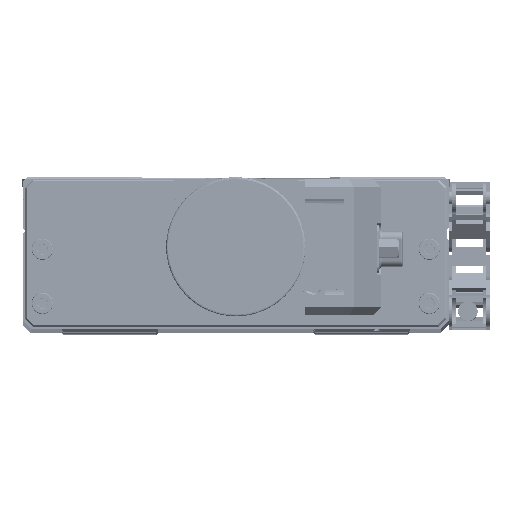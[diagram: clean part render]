
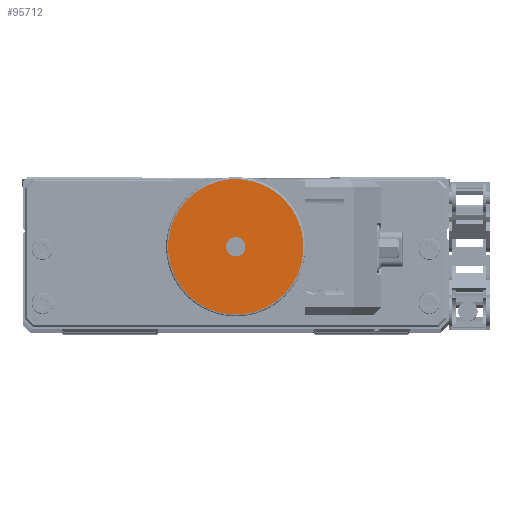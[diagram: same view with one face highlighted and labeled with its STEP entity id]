
A CAD part, top view. The second image highlights one B-rep face of the part: STEP entity #95712.
In plain terms, the highlighted face is planar.
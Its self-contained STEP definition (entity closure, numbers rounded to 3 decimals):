
#4729 = AXIS2_PLACEMENT_3D ( 'NONE', #161813, #57928, #192206 ) ;
#7970 = CIRCLE ( 'NONE', #4729, 17.5 ) ;
#12312 = EDGE_CURVE ( 'NONE', #66683, #147841, #58822, .T. ) ;
#19382 = AXIS2_PLACEMENT_3D ( 'NONE', #116960, #96095, #124457 ) ;
#23411 = CARTESIAN_POINT ( 'NONE',  ( -15., 0., 17.5 ) ) ;
#31491 = CARTESIAN_POINT ( 'NONE',  ( -15., 0., 8.75 ) ) ;
#32429 = CARTESIAN_POINT ( 'NONE',  ( -15., 0., -17.5 ) ) ;
#32981 = ORIENTED_EDGE ( 'NONE', *, *, #57482, .T. ) ;
#36830 = CARTESIAN_POINT ( 'NONE',  ( -15., 0., -2.5 ) ) ;
#38130 = CARTESIAN_POINT ( 'NONE',  ( -15., 0., 2.5 ) ) ;
#47154 = PLANE ( 'NONE',  #184206 ) ;
#50685 = CARTESIAN_POINT ( 'NONE',  ( -15., 0., 0. ) ) ;
#57482 = EDGE_CURVE ( 'NONE', #147841, #66683, #150751, .T. ) ;
#57928 = DIRECTION ( 'NONE',  ( -1., 0., 0. ) ) ;
#58822 = CIRCLE ( 'NONE', #68361, 2.5 ) ;
#62000 = VERTEX_POINT ( 'NONE', #23411 ) ;
#64433 = DIRECTION ( 'NONE',  ( 0., 0., -1. ) ) ;
#66683 = VERTEX_POINT ( 'NONE', #36830 ) ;
#68224 = EDGE_LOOP ( 'NONE', ( #181034, #32981 ) ) ;
#68352 = VERTEX_POINT ( 'NONE', #32429 ) ;
#68361 = AXIS2_PLACEMENT_3D ( 'NONE', #50685, #81098, #64433 ) ;
#73769 = DIRECTION ( 'NONE',  ( -1., 0., 0. ) ) ;
#74605 = EDGE_CURVE ( 'NONE', #68352, #62000, #7970, .T. ) ;
#75748 = CARTESIAN_POINT ( 'NONE',  ( -15., 0., 0. ) ) ;
#81098 = DIRECTION ( 'NONE',  ( 1., 0., 0. ) ) ;
#95712 = ADVANCED_FACE ( 'NONE', ( #149075, #133398 ), #47154, .T. ) ;
#96095 = DIRECTION ( 'NONE',  ( 1., 0., 0. ) ) ;
#107482 = AXIS2_PLACEMENT_3D ( 'NONE', #75748, #73769, #133472 ) ;
#113754 = CIRCLE ( 'NONE', #107482, 17.5 ) ;
#116960 = CARTESIAN_POINT ( 'NONE',  ( -15., 0., 0. ) ) ;
#124457 = DIRECTION ( 'NONE',  ( 0., 0., -1. ) ) ;
#133398 = FACE_BOUND ( 'NONE', #68224, .T. ) ;
#133472 = DIRECTION ( 'NONE',  ( 0., 0., 1. ) ) ;
#138479 = ORIENTED_EDGE ( 'NONE', *, *, #74605, .T. ) ;
#138731 = ORIENTED_EDGE ( 'NONE', *, *, #169673, .T. ) ;
#141115 = EDGE_LOOP ( 'NONE', ( #138731, #138479 ) ) ;
#147841 = VERTEX_POINT ( 'NONE', #38130 ) ;
#149075 = FACE_OUTER_BOUND ( 'NONE', #141115, .T. ) ;
#150751 = CIRCLE ( 'NONE', #19382, 2.5 ) ;
#161813 = CARTESIAN_POINT ( 'NONE',  ( -15., 0., 0. ) ) ;
#164756 = DIRECTION ( 'NONE',  ( -1., 0., 0. ) ) ;
#169673 = EDGE_CURVE ( 'NONE', #62000, #68352, #113754, .T. ) ;
#179464 = DIRECTION ( 'NONE',  ( 0., 0., 1. ) ) ;
#181034 = ORIENTED_EDGE ( 'NONE', *, *, #12312, .T. ) ;
#184206 = AXIS2_PLACEMENT_3D ( 'NONE', #31491, #164756, #179464 ) ;
#192206 = DIRECTION ( 'NONE',  ( 0., 0., 1. ) ) ;
